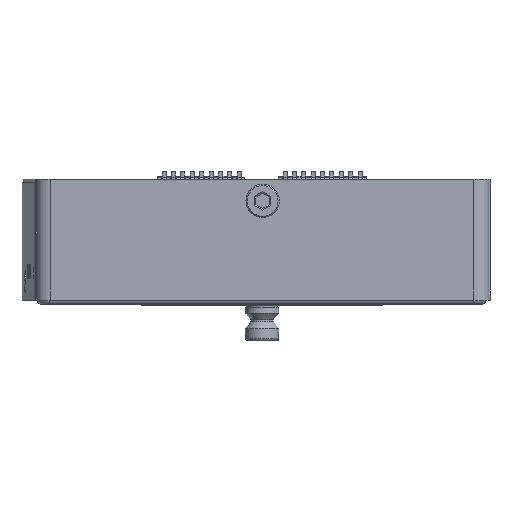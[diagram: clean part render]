
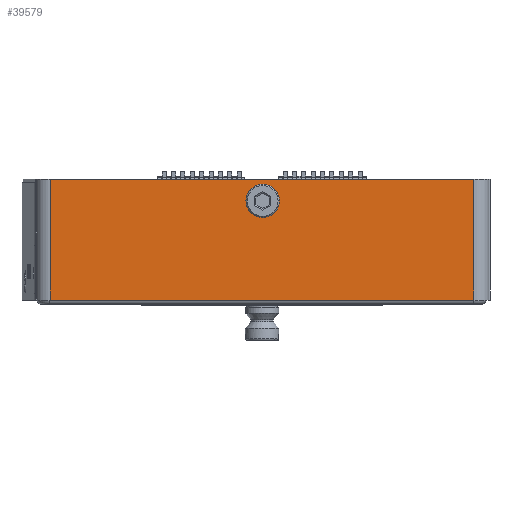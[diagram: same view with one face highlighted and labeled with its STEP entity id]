
A CAD part, left-side view. The second image highlights one B-rep face of the part: STEP entity #39579.
In plain terms, the highlighted planar face has unit normal (-1, 0, 0).
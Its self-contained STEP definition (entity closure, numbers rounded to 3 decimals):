
#464 = ORIENTED_EDGE ( 'NONE', *, *, #38118, .T. ) ;
#2742 = LINE ( 'NONE', #38589, #25407 ) ;
#3241 = EDGE_LOOP ( 'NONE', ( #5771, #35603, #10518, #464 ) ) ;
#4003 = ORIENTED_EDGE ( 'NONE', *, *, #38250, .T. ) ;
#4511 = VECTOR ( 'NONE', #30229, 1000. ) ;
#5335 = LINE ( 'NONE', #30381, #4511 ) ;
#5771 = ORIENTED_EDGE ( 'NONE', *, *, #38254, .F. ) ;
#8294 = VERTEX_POINT ( 'NONE', #32002 ) ;
#8645 = CARTESIAN_POINT ( 'NONE',  ( -86., 83.5, -11.25 ) ) ;
#10518 = ORIENTED_EDGE ( 'NONE', *, *, #38375, .T. ) ;
#12884 = VERTEX_POINT ( 'NONE', #22037 ) ;
#15190 = LINE ( 'NONE', #34392, #33230 ) ;
#15381 = DIRECTION ( 'NONE',  ( 0., 0., 1. ) ) ;
#15524 = DIRECTION ( 'NONE',  ( -1., 0., 0. ) ) ;
#16077 = CARTESIAN_POINT ( 'NONE',  ( -86., 4.5, -11.25 ) ) ;
#17940 = VERTEX_POINT ( 'NONE', #8645 ) ;
#20511 = FACE_OUTER_BOUND ( 'NONE', #3241, .T. ) ;
#21515 = EDGE_LOOP ( 'NONE', ( #4003 ) ) ;
#22037 = CARTESIAN_POINT ( 'NONE',  ( -86., 83.5, 11.25 ) ) ;
#22382 = LINE ( 'NONE', #31367, #35183 ) ;
#23588 = CARTESIAN_POINT ( 'NONE',  ( -86., 47.025, 7.25 ) ) ;
#24676 = PLANE ( 'NONE',  #35851 ) ;
#25407 = VECTOR ( 'NONE', #38727, 1000. ) ;
#30229 = DIRECTION ( 'NONE',  ( 0., -1., 0. ) ) ;
#30381 = CARTESIAN_POINT ( 'NONE',  ( -86., 4.5, -11.25 ) ) ;
#31316 = DIRECTION ( 'NONE',  ( 0., 0., 1. ) ) ;
#31367 = CARTESIAN_POINT ( 'NONE',  ( -86., 83.5, -11.25 ) ) ;
#32002 = CARTESIAN_POINT ( 'NONE',  ( -86., 4.5, -11.25 ) ) ;
#32418 = VERTEX_POINT ( 'NONE', #23588 ) ;
#32896 = VERTEX_POINT ( 'NONE', #43168 ) ;
#33230 = VECTOR ( 'NONE', #34339, 1000. ) ;
#34339 = DIRECTION ( 'NONE',  ( 0., -1., 0. ) ) ;
#34392 = CARTESIAN_POINT ( 'NONE',  ( -86., 4.5, 11.25 ) ) ;
#34843 = DIRECTION ( 'NONE',  ( 0., 1., 0. ) ) ;
#34852 = DIRECTION ( 'NONE',  ( 1., 0., 0. ) ) ;
#34908 = CARTESIAN_POINT ( 'NONE',  ( -86., 43.9, 7.25 ) ) ;
#35183 = VECTOR ( 'NONE', #31316, 1000. ) ;
#35603 = ORIENTED_EDGE ( 'NONE', *, *, #38309, .F. ) ;
#35851 = AXIS2_PLACEMENT_3D ( 'NONE', #16077, #15524, #15381 ) ;
#38118 = EDGE_CURVE ( 'NONE', #8294, #32896, #2742, .T. ) ;
#38250 = EDGE_CURVE ( 'NONE', #32418, #32418, #41008, .T. ) ;
#38254 = EDGE_CURVE ( 'NONE', #12884, #32896, #15190, .T. ) ;
#38309 = EDGE_CURVE ( 'NONE', #17940, #12884, #22382, .T. ) ;
#38375 = EDGE_CURVE ( 'NONE', #17940, #8294, #5335, .T. ) ;
#38589 = CARTESIAN_POINT ( 'NONE',  ( -86., 4.5, -11.25 ) ) ;
#38727 = DIRECTION ( 'NONE',  ( 0., 0., 1. ) ) ;
#39468 = AXIS2_PLACEMENT_3D ( 'NONE', #34908, #34852, #34843 ) ;
#39579 = ADVANCED_FACE ( 'NONE', ( #41608, #20511 ), #24676, .T. ) ;
#41008 = CIRCLE ( 'NONE', #39468, 3.125 ) ;
#41608 = FACE_BOUND ( 'NONE', #21515, .T. ) ;
#43168 = CARTESIAN_POINT ( 'NONE',  ( -86., 4.5, 11.25 ) ) ;
